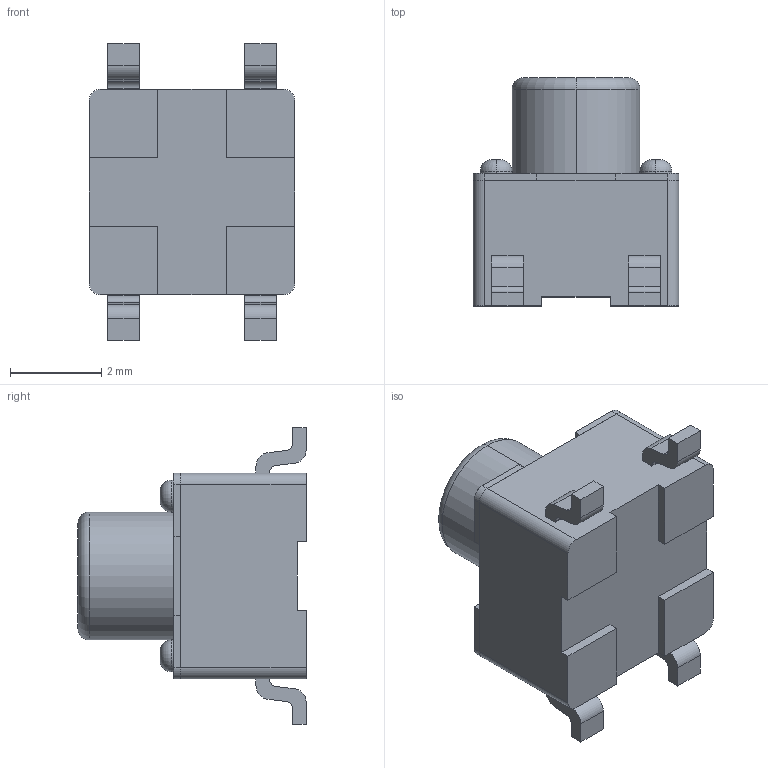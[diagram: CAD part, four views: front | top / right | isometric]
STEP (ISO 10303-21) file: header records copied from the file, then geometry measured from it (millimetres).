
FILE_DESCRIPTION (( 'STEP AP214' ), '1' );
FILE_NAME ('CK PTS647.STEP', '2020-08-03T04:17:12', ( '' ), ( '' ), 'SwSTEP 2.0', 'SolidWorks 2020', '' );
FILE_SCHEMA (( 'AUTOMOTIVE_DESIGN' ));
Length unit declared in the file: millimetre
Products named in the file (1): CK PTS647
Bounding box: 4.5 x 5 x 6.5 mm (x, y, z)
Volume: 70.7 mm3; surface area: 178.4 mm2
Topology: 9 solids, 9 shells, 132 faces, 326 edges, 214 vertices
Faces by surface type: plane 88, cylinder 34, torus 10
Entity records: 5456 total; most frequent: DIRECTION 680, CARTESIAN_POINT 673, ORIENTED_EDGE 652, EDGE_CURVE 326, VECTOR 238, LINE 238, AXIS2_PLACEMENT_3D 221, VERTEX_POINT 214
